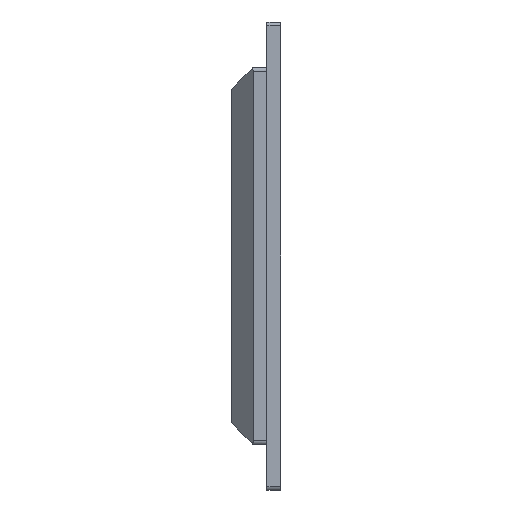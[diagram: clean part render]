
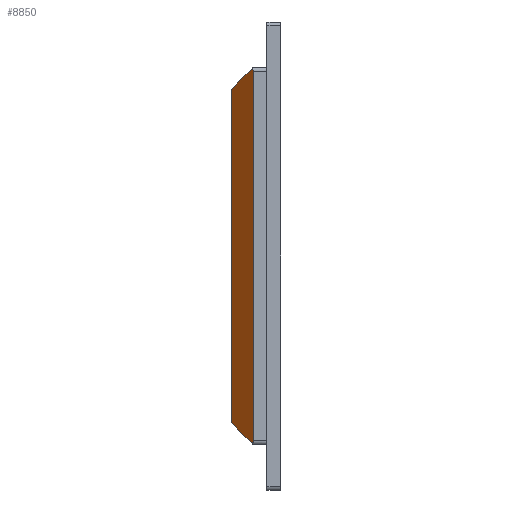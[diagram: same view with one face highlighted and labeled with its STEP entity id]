
A CAD part, front view. The second image highlights one B-rep face of the part: STEP entity #8850.
In plain terms, the highlighted planar face has unit normal (-0.707, -0.707, 0).
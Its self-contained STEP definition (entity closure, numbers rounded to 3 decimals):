
#81 = VERTEX_POINT ( 'NONE', #9202 ) ;
#362 = ORIENTED_EDGE ( 'NONE', *, *, #9851, .T. ) ;
#389 = CARTESIAN_POINT ( 'NONE',  ( -0.261, 0.261, -262.423 ) ) ;
#441 = EDGE_LOOP ( 'NONE', ( #8964, #1435, #1605, #8318, #3343, #362 ) ) ;
#1435 = ORIENTED_EDGE ( 'NONE', *, *, #8403, .T. ) ;
#1446 = DIRECTION ( 'NONE',  ( -0.707, 0.707, 0. ) ) ;
#1471 = AXIS2_PLACEMENT_3D ( 'NONE', #4985, #5885, #1446 ) ;
#1513 = VECTOR ( 'NONE', #8446, 1000. ) ;
#1574 = CARTESIAN_POINT ( 'NONE',  ( 0., 0., 35.025 ) ) ;
#1605 = ORIENTED_EDGE ( 'NONE', *, *, #2081, .F. ) ;
#1837 = VERTEX_POINT ( 'NONE', #8685 ) ;
#2081 = EDGE_CURVE ( 'NONE', #81, #1837, #4986, .T. ) ;
#2314 = CARTESIAN_POINT ( 'NONE',  ( 1.515, -1.515, 1.515 ) ) ;
#2339 = VERTEX_POINT ( 'NONE', #10634 ) ;
#2514 = DIRECTION ( 'NONE',  ( 0., 0., -1. ) ) ;
#2862 = CARTESIAN_POINT ( 'NONE',  ( 0., 0., -261.793 ) ) ;
#2904 = VECTOR ( 'NONE', #6461, 1000. ) ;
#3139 = DIRECTION ( 'NONE',  ( -0.577, 0.577, 0.577 ) ) ;
#3190 = FACE_OUTER_BOUND ( 'NONE', #441, .T. ) ;
#3343 = ORIENTED_EDGE ( 'NONE', *, *, #9108, .T. ) ;
#3803 = CARTESIAN_POINT ( 'NONE',  ( -109.718, 109.718, -153.932 ) ) ;
#3859 = CARTESIAN_POINT ( 'NONE',  ( -0.261, 0.261, -1.227 ) ) ;
#4229 = VERTEX_POINT ( 'NONE', #4598 ) ;
#4598 = CARTESIAN_POINT ( 'NONE',  ( -0.744, 0.744, -262.906 ) ) ;
#4639 = LINE ( 'NONE', #3803, #8301 ) ;
#4985 = CARTESIAN_POINT ( 'NONE',  ( -15.24, 15.24, 35.025 ) ) ;
#4986 = LINE ( 'NONE', #1574, #1513 ) ;
#5034 = LINE ( 'NONE', #5201, #9897 ) ;
#5201 = CARTESIAN_POINT ( 'NONE',  ( -15.24, 15.24, 35.025 ) ) ;
#5540 = CARTESIAN_POINT ( 'NONE',  ( 0., 0., -1.857 ) ) ;
#5613 = CARTESIAN_POINT ( 'NONE',  ( -0.744, 0.744, -262.906 ) ) ;
#5779 =( BOUNDED_CURVE ( )  B_SPLINE_CURVE ( 3, ( #6336, #5540, #3859, #9749 ),
 .UNSPECIFIED., .F., .F. ) 
 B_SPLINE_CURVE_WITH_KNOTS ( ( 4, 4 ),
 ( 3.142, 3.927 ),
 .UNSPECIFIED. ) 
 CURVE ( )  GEOMETRIC_REPRESENTATION_ITEM ( )  RATIONAL_B_SPLINE_CURVE ( ( 1., 0.949, 0.949, 1. ) ) 
 REPRESENTATION_ITEM ( '' )  );
#5885 = DIRECTION ( 'NONE',  ( 0.707, 0.707, 0. ) ) ;
#6281 = EDGE_CURVE ( 'NONE', #81, #7370, #5779, .T. ) ;
#6336 = CARTESIAN_POINT ( 'NONE',  ( 0., 0., -2.54 ) ) ;
#6461 = DIRECTION ( 'NONE',  ( -0.577, 0.577, -0.577 ) ) ;
#6554 =( BOUNDED_CURVE ( )  B_SPLINE_CURVE ( 3, ( #5613, #389, #2862, #8185 ),
 .UNSPECIFIED., .F., .F. ) 
 B_SPLINE_CURVE_WITH_KNOTS ( ( 4, 4 ),
 ( 2.356, 3.142 ),
 .UNSPECIFIED. ) 
 CURVE ( )  GEOMETRIC_REPRESENTATION_ITEM ( )  RATIONAL_B_SPLINE_CURVE ( ( 1., 0.949, 0.949, 1. ) ) 
 REPRESENTATION_ITEM ( '' )  );
#6603 = PLANE ( 'NONE',  #1471 ) ;
#7370 = VERTEX_POINT ( 'NONE', #10160 ) ;
#7597 = EDGE_CURVE ( 'NONE', #4229, #2339, #4639, .T. ) ;
#8185 = CARTESIAN_POINT ( 'NONE',  ( 0., 0., -261.11 ) ) ;
#8301 = VECTOR ( 'NONE', #3139, 1000. ) ;
#8318 = ORIENTED_EDGE ( 'NONE', *, *, #6281, .T. ) ;
#8403 = EDGE_CURVE ( 'NONE', #4229, #1837, #6554, .T. ) ;
#8446 = DIRECTION ( 'NONE',  ( 0., 0., -1. ) ) ;
#8685 = CARTESIAN_POINT ( 'NONE',  ( 0., 0., -261.11 ) ) ;
#8850 = ADVANCED_FACE ( 'NONE', ( #3190 ), #6603, .F. ) ;
#8964 = ORIENTED_EDGE ( 'NONE', *, *, #7597, .F. ) ;
#9108 = EDGE_CURVE ( 'NONE', #7370, #9465, #10781, .T. ) ;
#9202 = CARTESIAN_POINT ( 'NONE',  ( 0., 0., -2.54 ) ) ;
#9465 = VERTEX_POINT ( 'NONE', #10712 ) ;
#9749 = CARTESIAN_POINT ( 'NONE',  ( -0.744, 0.744, -0.744 ) ) ;
#9851 = EDGE_CURVE ( 'NONE', #9465, #2339, #5034, .T. ) ;
#9897 = VECTOR ( 'NONE', #2514, 1000. ) ;
#10160 = CARTESIAN_POINT ( 'NONE',  ( -0.744, 0.744, -0.744 ) ) ;
#10634 = CARTESIAN_POINT ( 'NONE',  ( -15.24, 15.24, -248.41 ) ) ;
#10712 = CARTESIAN_POINT ( 'NONE',  ( -15.24, 15.24, -15.24 ) ) ;
#10781 = LINE ( 'NONE', #2314, #2904 ) ;
